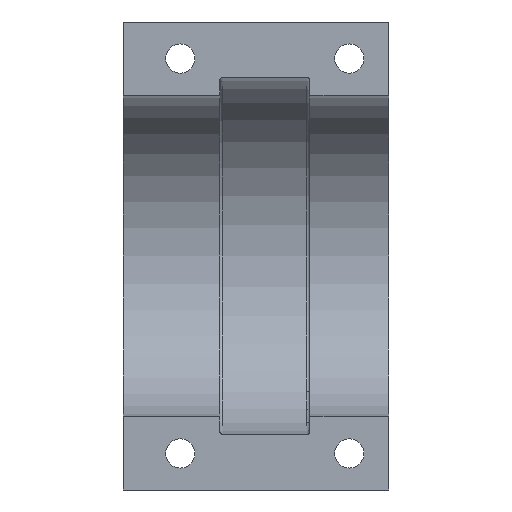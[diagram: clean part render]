
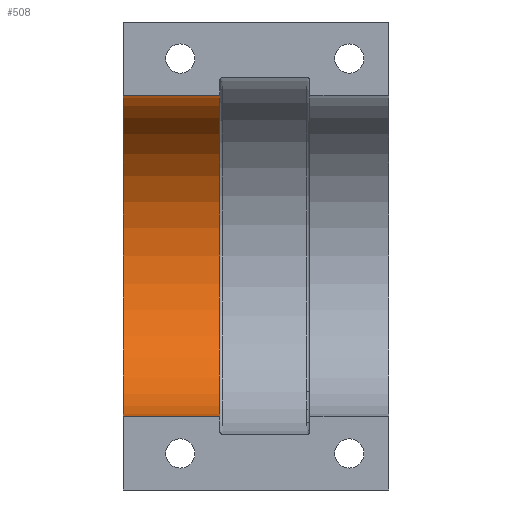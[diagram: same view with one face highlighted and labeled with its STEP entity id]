
A CAD part, front view. The second image highlights one B-rep face of the part: STEP entity #508.
In plain terms, the highlighted cylindrical face has radius 27.5 mm (diameter 55 mm), a partial arc.
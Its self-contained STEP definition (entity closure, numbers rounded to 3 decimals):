
#59 = CARTESIAN_POINT ( 'NONE',  ( -7.7, 0.55, -27.494 ) ) ;
#83 = CARTESIAN_POINT ( 'NONE',  ( 0., 0., 0. ) ) ;
#137 = DIRECTION ( 'NONE',  ( 1., 0., 0. ) ) ;
#279 = CYLINDRICAL_SURFACE ( 'NONE', #2626, 27.5 ) ;
#377 = DIRECTION ( 'NONE',  ( 1., 0., 0. ) ) ;
#390 = CIRCLE ( 'NONE', #1262, 27.5 ) ;
#508 = ADVANCED_FACE ( 'NONE', ( #1325 ), #279, .F. ) ;
#513 = CIRCLE ( 'NONE', #2034, 27.5 ) ;
#519 = ORIENTED_EDGE ( 'NONE', *, *, #1373, .T. ) ;
#530 = CARTESIAN_POINT ( 'NONE',  ( -7.7, 0., 0. ) ) ;
#537 = CARTESIAN_POINT ( 'NONE',  ( -24.2, 0.55, 27.494 ) ) ;
#610 = VECTOR ( 'NONE', #2239, 1000. ) ;
#710 = CARTESIAN_POINT ( 'NONE',  ( -7.7, 0.55, 27.494 ) ) ;
#763 = DIRECTION ( 'NONE',  ( 1., 0., 0. ) ) ;
#912 = DIRECTION ( 'NONE',  ( 1., 0., 0. ) ) ;
#973 = VERTEX_POINT ( 'NONE', #1549 ) ;
#1188 = EDGE_LOOP ( 'NONE', ( #1245, #2433, #2245, #519 ) ) ;
#1232 = DIRECTION ( 'NONE',  ( 0., 0., 1. ) ) ;
#1245 = ORIENTED_EDGE ( 'NONE', *, *, #1762, .F. ) ;
#1262 = AXIS2_PLACEMENT_3D ( 'NONE', #530, #137, #2380 ) ;
#1273 = VERTEX_POINT ( 'NONE', #59 ) ;
#1325 = FACE_OUTER_BOUND ( 'NONE', #1188, .T. ) ;
#1373 = EDGE_CURVE ( 'NONE', #1273, #1839, #390, .T. ) ;
#1549 = CARTESIAN_POINT ( 'NONE',  ( -24.2, 0.55, -27.494 ) ) ;
#1645 = LINE ( 'NONE', #2661, #610 ) ;
#1720 = VECTOR ( 'NONE', #763, 1000. ) ;
#1762 = EDGE_CURVE ( 'NONE', #1904, #1839, #2172, .T. ) ;
#1770 = CARTESIAN_POINT ( 'NONE',  ( 0., 0.55, 27.494 ) ) ;
#1839 = VERTEX_POINT ( 'NONE', #710 ) ;
#1904 = VERTEX_POINT ( 'NONE', #537 ) ;
#1963 = EDGE_CURVE ( 'NONE', #1273, #973, #1645, .T. ) ;
#1998 = DIRECTION ( 'NONE',  ( 0., 0., -1. ) ) ;
#2034 = AXIS2_PLACEMENT_3D ( 'NONE', #2253, #377, #1232 ) ;
#2172 = LINE ( 'NONE', #1770, #1720 ) ;
#2239 = DIRECTION ( 'NONE',  ( -1., 0., 0. ) ) ;
#2245 = ORIENTED_EDGE ( 'NONE', *, *, #1963, .F. ) ;
#2253 = CARTESIAN_POINT ( 'NONE',  ( -24.2, 0., 0. ) ) ;
#2380 = DIRECTION ( 'NONE',  ( 0., 0., -1. ) ) ;
#2433 = ORIENTED_EDGE ( 'NONE', *, *, #2525, .F. ) ;
#2525 = EDGE_CURVE ( 'NONE', #973, #1904, #513, .T. ) ;
#2626 = AXIS2_PLACEMENT_3D ( 'NONE', #83, #912, #1998 ) ;
#2661 = CARTESIAN_POINT ( 'NONE',  ( 0., 0.55, -27.494 ) ) ;
